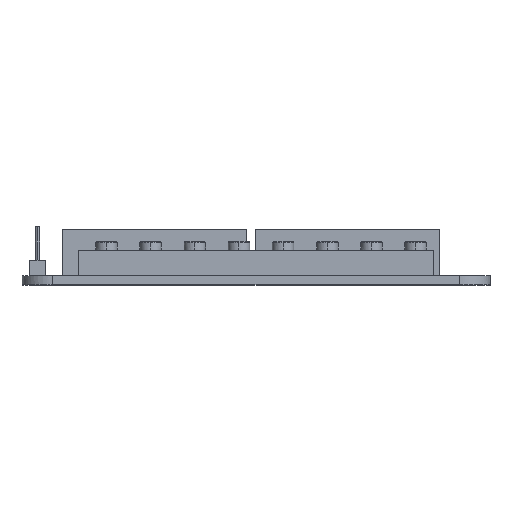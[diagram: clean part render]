
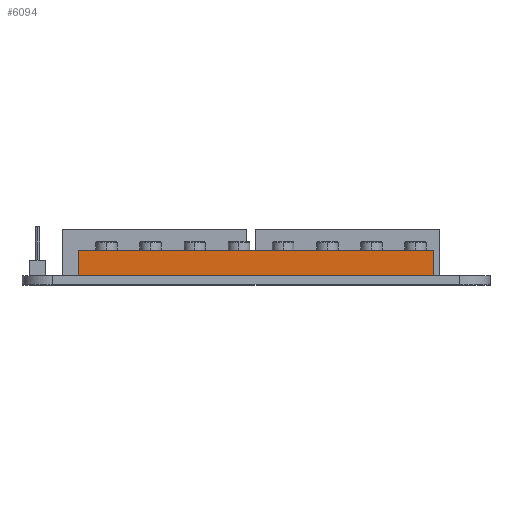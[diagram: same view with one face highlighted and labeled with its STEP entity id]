
A CAD part, top view. The second image highlights one B-rep face of the part: STEP entity #6094.
In plain terms, the highlighted free-form (B-spline) face has degree [1, 1] with [2, 2] control points.
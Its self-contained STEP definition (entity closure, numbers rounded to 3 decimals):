
#5540 = VERTEX_POINT('',#5541);
#5541 = CARTESIAN_POINT('',(35.965,0.,28.152));
#5546 = EDGE_CURVE('',#5547,#5540,#5549,.T.);
#5547 = VERTEX_POINT('',#5548);
#5548 = CARTESIAN_POINT('',(-35.965,0.,28.152));
#5549 = B_SPLINE_CURVE_WITH_KNOTS('',1,(#5550,#5551),.UNSPECIFIED.,.F.,
  .F.,(2,2),(0.,58.),.PIECEWISE_BEZIER_KNOTS.);
#5550 = CARTESIAN_POINT('',(-35.965,0.,28.152));
#5551 = CARTESIAN_POINT('',(35.965,0.,28.152));
#6035 = VERTEX_POINT('',#6036);
#6036 = CARTESIAN_POINT('',(35.965,5.122,
    28.152));
#6041 = EDGE_CURVE('',#6035,#5540,#6042,.T.);
#6042 = B_SPLINE_CURVE_WITH_KNOTS('',1,(#6043,#6044),.UNSPECIFIED.,.F.,
  .F.,(2,2),(-0.,4.13),.PIECEWISE_BEZIER_KNOTS.);
#6043 = CARTESIAN_POINT('',(35.965,5.122,
    28.152));
#6044 = CARTESIAN_POINT('',(35.965,0.,28.152));
#6077 = EDGE_CURVE('',#6078,#5547,#6080,.T.);
#6078 = VERTEX_POINT('',#6079);
#6079 = CARTESIAN_POINT('',(-35.965,5.122,
    28.152));
#6080 = B_SPLINE_CURVE_WITH_KNOTS('',1,(#6081,#6082),.UNSPECIFIED.,.F.,
  .F.,(2,2),(-0.,4.13),.PIECEWISE_BEZIER_KNOTS.);
#6081 = CARTESIAN_POINT('',(-35.965,5.122,
    28.152));
#6082 = CARTESIAN_POINT('',(-35.965,0.,28.152));
#6094 = ADVANCED_FACE('',(#6095),#6105,.F.);
#6095 = FACE_BOUND('',#6096,.T.);
#6096 = EDGE_LOOP('',(#6097,#6098,#6099,#6104));
#6097 = ORIENTED_EDGE('',*,*,#5546,.T.);
#6098 = ORIENTED_EDGE('',*,*,#6041,.F.);
#6099 = ORIENTED_EDGE('',*,*,#6100,.F.);
#6100 = EDGE_CURVE('',#6078,#6035,#6101,.T.);
#6101 = B_SPLINE_CURVE_WITH_KNOTS('',1,(#6102,#6103),.UNSPECIFIED.,.F.,
  .F.,(2,2),(0.,58.),.PIECEWISE_BEZIER_KNOTS.);
#6102 = CARTESIAN_POINT('',(-35.965,5.122,
    28.152));
#6103 = CARTESIAN_POINT('',(35.965,5.122,
    28.152));
#6104 = ORIENTED_EDGE('',*,*,#6077,.T.);
#6105 = B_SPLINE_SURFACE_WITH_KNOTS('',1,1,(
    (#6106,#6107)
    ,(#6108,#6109
    )),.UNSPECIFIED.,.F.,.F.,.F.,(2,2),(2,2),(-58.,0.),(-4.13,0.),
  .PIECEWISE_BEZIER_KNOTS.);
#6106 = CARTESIAN_POINT('',(35.965,0.,28.152));
#6107 = CARTESIAN_POINT('',(35.965,5.122,
    28.152));
#6108 = CARTESIAN_POINT('',(-35.965,0.,28.152));
#6109 = CARTESIAN_POINT('',(-35.965,5.122,
    28.152));
